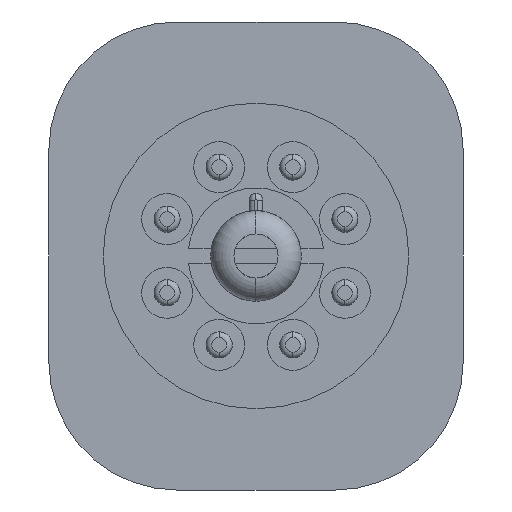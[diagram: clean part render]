
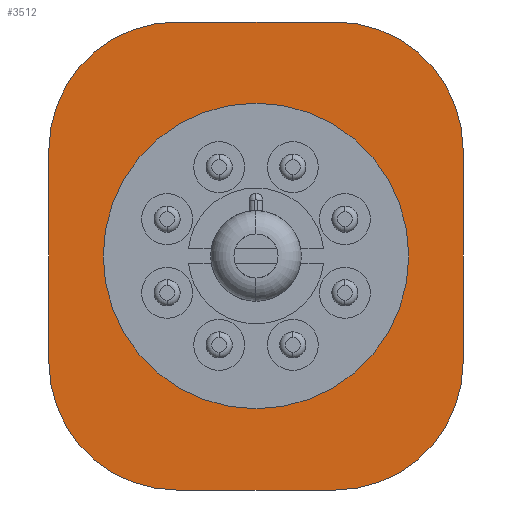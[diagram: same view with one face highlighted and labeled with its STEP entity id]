
A CAD part, front view. The second image highlights one B-rep face of the part: STEP entity #3512.
In plain terms, the highlighted planar face has unit normal (0, -1, 0).
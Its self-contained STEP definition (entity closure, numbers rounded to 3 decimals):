
#64 = CARTESIAN_POINT ( 'NONE',  ( 0., -26.5, -13.5 ) ) ;
#376 = VECTOR ( 'NONE', #6241, 1000. ) ;
#393 = DIRECTION ( 'NONE',  ( 0., -1., 0. ) ) ;
#606 = ORIENTED_EDGE ( 'NONE', *, *, #10051, .F. ) ;
#650 = EDGE_LOOP ( 'NONE', ( #1529, #606 ) ) ;
#855 = EDGE_LOOP ( 'NONE', ( #11938, #10303, #9738, #8830, #2281, #14918, #14032, #13158 ) ) ;
#909 = VECTOR ( 'NONE', #1290, 1000. ) ;
#1290 = DIRECTION ( 'NONE',  ( 1., 0., 0. ) ) ;
#1348 = DIRECTION ( 'NONE',  ( 0., -1., 0. ) ) ;
#1529 = ORIENTED_EDGE ( 'NONE', *, *, #11010, .F. ) ;
#1556 = CARTESIAN_POINT ( 'NONE',  ( -18.299, -26.5, -9.376 ) ) ;
#1558 = CARTESIAN_POINT ( 'NONE',  ( 18.301, -26.5, -9.376 ) ) ;
#1826 = CARTESIAN_POINT ( 'NONE',  ( 18.301, -26.5, -9.376 ) ) ;
#1862 = CIRCLE ( 'NONE', #5900, 11.3 ) ;
#2093 = VERTEX_POINT ( 'NONE', #5791 ) ;
#2107 = VERTEX_POINT ( 'NONE', #64 ) ;
#2281 = ORIENTED_EDGE ( 'NONE', *, *, #10496, .T. ) ;
#2407 = AXIS2_PLACEMENT_3D ( 'NONE', #12285, #5258, #13420 ) ;
#2493 = CARTESIAN_POINT ( 'NONE',  ( 18.301, -26.5, 9.374 ) ) ;
#2958 = CARTESIAN_POINT ( 'NONE',  ( 7.001, -26.5, 9.374 ) ) ;
#3171 = CARTESIAN_POINT ( 'NONE',  ( -18.299, -26.5, 9.374 ) ) ;
#3512 = ADVANCED_FACE ( 'NONE', ( #9893, #12652 ), #7555, .F. ) ;
#3765 = DIRECTION ( 'NONE',  ( 0., -1., 0. ) ) ;
#3865 = DIRECTION ( 'NONE',  ( 0., 0., -1. ) ) ;
#4070 = CARTESIAN_POINT ( 'NONE',  ( 0., -26.5, 0. ) ) ;
#4126 = DIRECTION ( 'NONE',  ( 0., 0., -1. ) ) ;
#4171 = CARTESIAN_POINT ( 'NONE',  ( -6.999, -26.5, -9.376 ) ) ;
#4212 = CIRCLE ( 'NONE', #9013, 13.5 ) ;
#4922 = AXIS2_PLACEMENT_3D ( 'NONE', #7347, #393, #8520 ) ;
#5224 = DIRECTION ( 'NONE',  ( 0., 0., 1. ) ) ;
#5258 = DIRECTION ( 'NONE',  ( 0., 1., 0. ) ) ;
#5315 = DIRECTION ( 'NONE',  ( 0., 0., 1. ) ) ;
#5791 = CARTESIAN_POINT ( 'NONE',  ( 0., -26.5, 13.5 ) ) ;
#5900 = AXIS2_PLACEMENT_3D ( 'NONE', #10753, #3765, #11942 ) ;
#6155 = VERTEX_POINT ( 'NONE', #12156 ) ;
#6241 = DIRECTION ( 'NONE',  ( -1., 0., 0. ) ) ;
#6314 = AXIS2_PLACEMENT_3D ( 'NONE', #4171, #12348, #5315 ) ;
#6725 = CIRCLE ( 'NONE', #11592, 11.3 ) ;
#7061 = LINE ( 'NONE', #8202, #909 ) ;
#7066 = VERTEX_POINT ( 'NONE', #14941 ) ;
#7295 = VECTOR ( 'NONE', #7378, 1000. ) ;
#7317 = CARTESIAN_POINT ( 'NONE',  ( 7.001, -26.5, -20.676 ) ) ;
#7347 = CARTESIAN_POINT ( 'NONE',  ( 0., -26.5, 0. ) ) ;
#7378 = DIRECTION ( 'NONE',  ( 0., 0., 1. ) ) ;
#7555 = PLANE ( 'NONE',  #2407 ) ;
#7797 = CARTESIAN_POINT ( 'NONE',  ( -18.299, -26.5, -9.376 ) ) ;
#7964 = VERTEX_POINT ( 'NONE', #2493 ) ;
#8202 = CARTESIAN_POINT ( 'NONE',  ( 7.001, -26.5, -20.676 ) ) ;
#8272 = CARTESIAN_POINT ( 'NONE',  ( -6.999, -26.5, 9.374 ) ) ;
#8340 = CIRCLE ( 'NONE', #6314, 11.3 ) ;
#8512 = VERTEX_POINT ( 'NONE', #7797 ) ;
#8520 = DIRECTION ( 'NONE',  ( 0., 0., 1. ) ) ;
#8830 = ORIENTED_EDGE ( 'NONE', *, *, #10399, .T. ) ;
#9013 = AXIS2_PLACEMENT_3D ( 'NONE', #4070, #12252, #5224 ) ;
#9266 = VECTOR ( 'NONE', #3865, 1000. ) ;
#9449 = DIRECTION ( 'NONE',  ( 0., 0., -1. ) ) ;
#9604 = VERTEX_POINT ( 'NONE', #13532 ) ;
#9619 = VERTEX_POINT ( 'NONE', #3171 ) ;
#9738 = ORIENTED_EDGE ( 'NONE', *, *, #10120, .T. ) ;
#9893 = FACE_OUTER_BOUND ( 'NONE', #855, .T. ) ;
#9902 = EDGE_CURVE ( 'NONE', #10546, #14590, #1862, .T. ) ;
#10001 = EDGE_CURVE ( 'NONE', #14590, #7964, #10401, .T. ) ;
#10038 = CIRCLE ( 'NONE', #10589, 11.3 ) ;
#10051 = EDGE_CURVE ( 'NONE', #2107, #2093, #4212, .T. ) ;
#10120 = EDGE_CURVE ( 'NONE', #7964, #7066, #10038, .T. ) ;
#10303 = ORIENTED_EDGE ( 'NONE', *, *, #10001, .T. ) ;
#10399 = EDGE_CURVE ( 'NONE', #7066, #9604, #12416, .T. ) ;
#10401 = LINE ( 'NONE', #1558, #7295 ) ;
#10496 = EDGE_CURVE ( 'NONE', #9604, #9619, #6725, .T. ) ;
#10546 = VERTEX_POINT ( 'NONE', #7317 ) ;
#10589 = AXIS2_PLACEMENT_3D ( 'NONE', #2958, #11117, #4126 ) ;
#10598 = EDGE_CURVE ( 'NONE', #9619, #8512, #12752, .T. ) ;
#10701 = EDGE_CURVE ( 'NONE', #8512, #6155, #8340, .T. ) ;
#10753 = CARTESIAN_POINT ( 'NONE',  ( 7.001, -26.5, -9.376 ) ) ;
#10924 = EDGE_CURVE ( 'NONE', #6155, #10546, #7061, .T. ) ;
#11010 = EDGE_CURVE ( 'NONE', #2093, #2107, #15026, .T. ) ;
#11117 = DIRECTION ( 'NONE',  ( 0., -1., 0. ) ) ;
#11592 = AXIS2_PLACEMENT_3D ( 'NONE', #8272, #1348, #9449 ) ;
#11938 = ORIENTED_EDGE ( 'NONE', *, *, #9902, .T. ) ;
#11942 = DIRECTION ( 'NONE',  ( 0., 0., -1. ) ) ;
#12156 = CARTESIAN_POINT ( 'NONE',  ( -6.999, -26.5, -20.676 ) ) ;
#12252 = DIRECTION ( 'NONE',  ( 0., -1., 0. ) ) ;
#12285 = CARTESIAN_POINT ( 'NONE',  ( -7., -26.5, -9.375 ) ) ;
#12348 = DIRECTION ( 'NONE',  ( 0., -1., 0. ) ) ;
#12416 = LINE ( 'NONE', #14343, #376 ) ;
#12652 = FACE_BOUND ( 'NONE', #650, .T. ) ;
#12752 = LINE ( 'NONE', #1556, #9266 ) ;
#13158 = ORIENTED_EDGE ( 'NONE', *, *, #10924, .T. ) ;
#13420 = DIRECTION ( 'NONE',  ( 0., 0., 1. ) ) ;
#13532 = CARTESIAN_POINT ( 'NONE',  ( -6.999, -26.5, 20.674 ) ) ;
#14032 = ORIENTED_EDGE ( 'NONE', *, *, #10701, .T. ) ;
#14343 = CARTESIAN_POINT ( 'NONE',  ( 7.001, -26.5, 20.674 ) ) ;
#14590 = VERTEX_POINT ( 'NONE', #1826 ) ;
#14918 = ORIENTED_EDGE ( 'NONE', *, *, #10598, .T. ) ;
#14941 = CARTESIAN_POINT ( 'NONE',  ( 7.001, -26.5, 20.674 ) ) ;
#15026 = CIRCLE ( 'NONE', #4922, 13.5 ) ;
